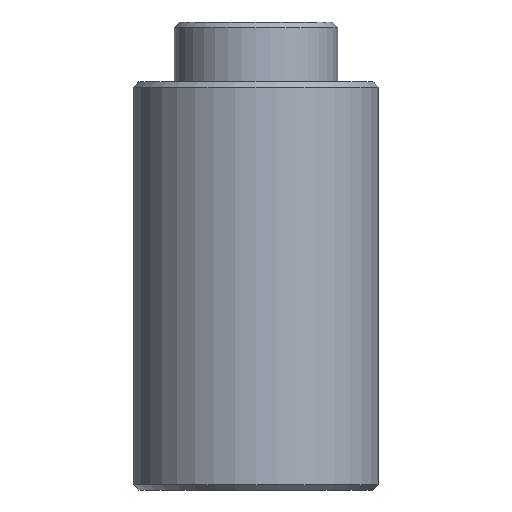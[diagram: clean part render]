
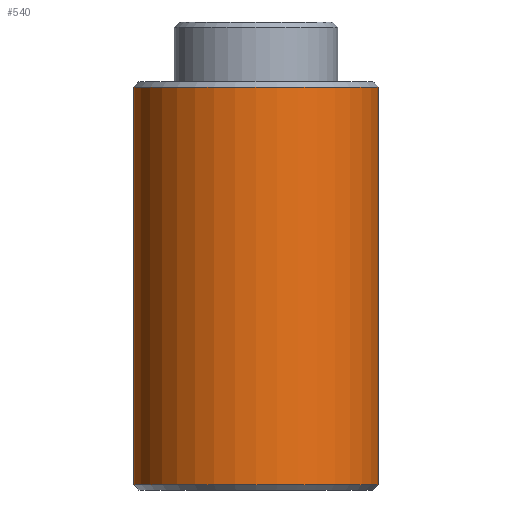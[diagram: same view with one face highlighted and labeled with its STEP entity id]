
A CAD part, left-side view. The second image highlights one B-rep face of the part: STEP entity #540.
In plain terms, the highlighted cylindrical face has radius 4.5 mm (diameter 9 mm), a partial arc.
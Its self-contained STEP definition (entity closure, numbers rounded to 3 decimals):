
#73=CARTESIAN_POINT('',(0.,0.,0.2));
#74=DIRECTION('',(0.,0.,1.));
#75=DIRECTION('',(0.,1.,0.));
#76=AXIS2_PLACEMENT_3D('',#73,#74,#75);
#88=DIRECTION('',(0.,0.,-1.));
#89=VECTOR('',#88,14.6);
#90=CARTESIAN_POINT('',(0.,-4.5,14.8));
#91=LINE('',#90,#89);
#95=CARTESIAN_POINT('',(0.,0.,14.8));
#96=DIRECTION('',(0.,0.,-1.));
#97=DIRECTION('',(0.,-1.,0.));
#98=AXIS2_PLACEMENT_3D('',#95,#96,#97);
#293=DIRECTION('',(0.,0.,-1.));
#294=VECTOR('',#293,14.6);
#295=CARTESIAN_POINT('',(0.,4.5,14.8));
#296=LINE('',#295,#294);
#430=CARTESIAN_POINT('',(0.,4.5,0.2));
#431=CARTESIAN_POINT('',(0.,-4.5,0.2));
#432=VERTEX_POINT('',#430);
#433=VERTEX_POINT('',#431);
#434=CARTESIAN_POINT('',(0.,-4.5,14.8));
#435=CARTESIAN_POINT('',(0.,4.5,14.8));
#436=VERTEX_POINT('',#434);
#437=VERTEX_POINT('',#435);
#526=CARTESIAN_POINT('',(0.,0.,7.5));
#527=DIRECTION('',(0.,0.,1.));
#528=DIRECTION('',(0.,1.,0.));
#529=AXIS2_PLACEMENT_3D('',#526,#527,#528);
#530=CYLINDRICAL_SURFACE('',#529,4.5);
#532=ORIENTED_EDGE('',*,*,#531,.F.);
#534=ORIENTED_EDGE('',*,*,#533,.T.);
#535=ORIENTED_EDGE('',*,*,#516,.F.);
#537=ORIENTED_EDGE('',*,*,#536,.F.);
#538=EDGE_LOOP('',(#532,#534,#535,#537));
#539=FACE_OUTER_BOUND('',#538,.F.);
#77=CIRCLE('',#76,4.5);
#99=CIRCLE('',#98,4.5);
#516=EDGE_CURVE('',#432,#433,#77,.T.);
#531=EDGE_CURVE('',#436,#437,#99,.T.);
#533=EDGE_CURVE('',#436,#433,#91,.T.);
#536=EDGE_CURVE('',#437,#432,#296,.T.);
#540=ADVANCED_FACE('',(#539),#530,.T.);
